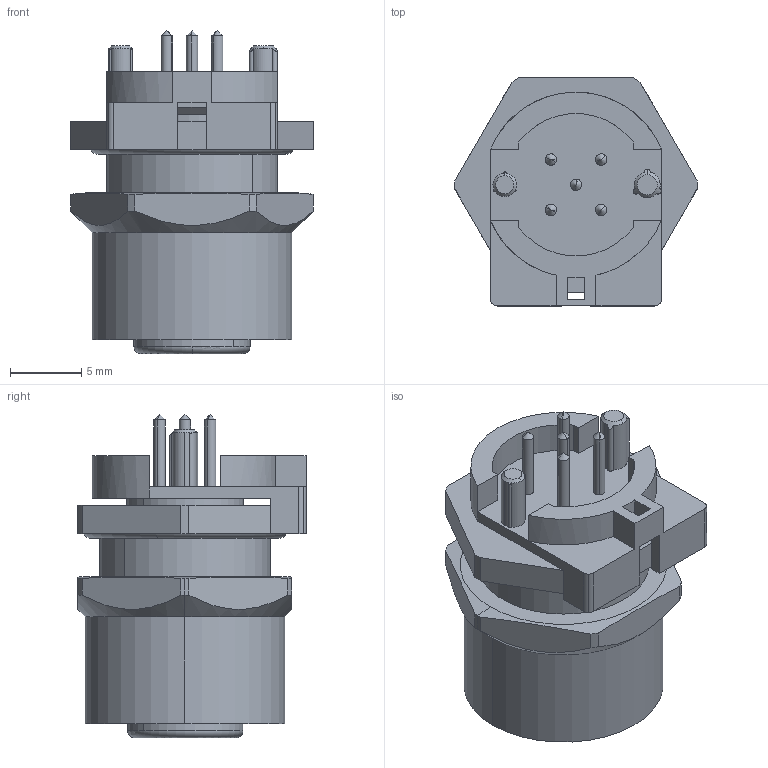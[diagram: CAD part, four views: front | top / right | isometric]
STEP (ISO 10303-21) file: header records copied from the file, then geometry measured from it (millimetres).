
FILE_DESCRIPTION(('CATIA V5R24 STEP','CAx-IF Rec.Pracs.--- Model Styling and Organization---1.2---2011-12-15'),'2;1');
FILE_NAME ('D1461872_0_2423240000_2423240000.stp','2017-08-29T12:14:14+00:00',('none'),('Weidmueller'),'CATIA Version 5-6 Release 2014 SP4 HF52','CATIA V5 STEP AP214','none');
FILE_SCHEMA(('AUTOMOTIVE_DESIGN { 1 0 10303 214 1 1 1 1 }'));
Length unit declared in the file: millimetre
Products named in the file (1): 2423240000
Bounding box: 17 x 16 x 22.7 mm (x, y, z)
Volume: 2348.8 mm3; surface area: 3648.9 mm2
Topology: 5 solids, 5 shells, 464 faces, 1258 edges, 801 vertices
Faces by surface type: plane 167, cylinder 146, bspline 77, torus 38, cone 36
Entity records: 15503 total; most frequent: CARTESIAN_POINT 5140, ORIENTED_EDGE 2442, DIRECTION 1576, EDGE_CURVE 1221, VERTEX_POINT 801, AXIS2_PLACEMENT_3D 723, EDGE_LOOP 508, VECTOR 483
